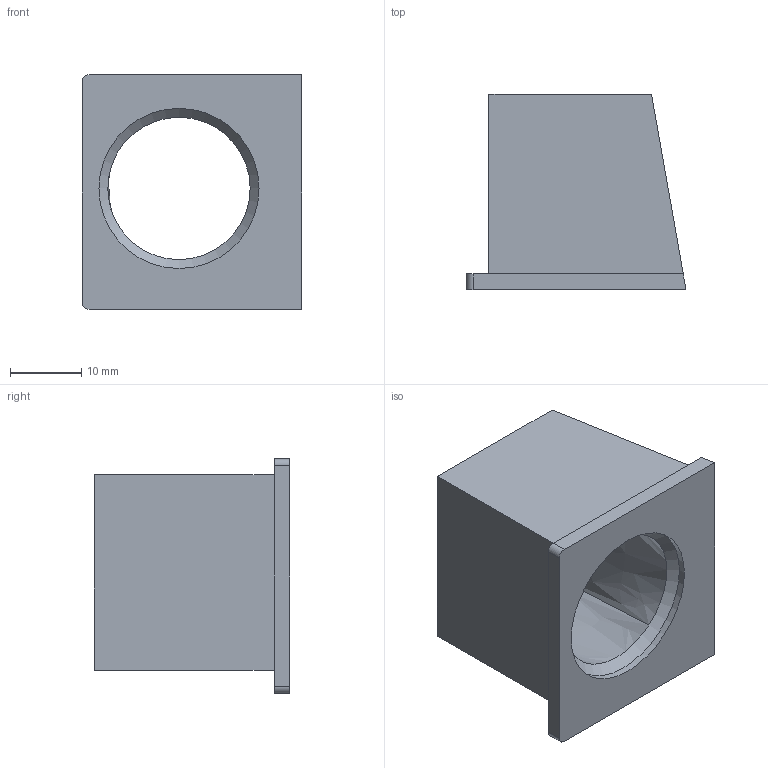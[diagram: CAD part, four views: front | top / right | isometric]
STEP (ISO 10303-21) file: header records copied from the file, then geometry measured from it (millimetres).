
FILE_DESCRIPTION(/* description */ (''),/* implementation_level */ '2;1');
FILE_NAME(/* name */ 'Spout Interface.step',/* time_stamp */ '2023-12-27T00:14:12-08:00',/* author */ (''),/* organization */ (''),/* preprocessor_version */ 'ST-DEVELOPER v20',/* originating_system */ 'Autodesk Translation Framework v12.14.0.127',/* authorisation */ '');
FILE_SCHEMA (('AUTOMOTIVE_DESIGN { 1 0 10303 214 3 1 1 }'));
Length unit declared in the file: millimetre
Products named in the file (1): P-TET-000152
Bounding box: 30.91 x 27.47 x 33 mm (x, y, z)
Volume: 8167.7 mm3; surface area: 6057.2 mm2
Topology: 1 solids, 1 shells, 18 faces, 51 edges, 35 vertices
Faces by surface type: plane 10, bspline 4, cylinder 3, cone 1
Full cylindrical faces by diameter (mm): 22.5 x1
Entity records: 729 total; most frequent: CARTESIAN_POINT 227, ORIENTED_EDGE 102, DIRECTION 88, EDGE_CURVE 51, LINE 36, VECTOR 36, VERTEX_POINT 35, AXIS2_PLACEMENT_3D 26
